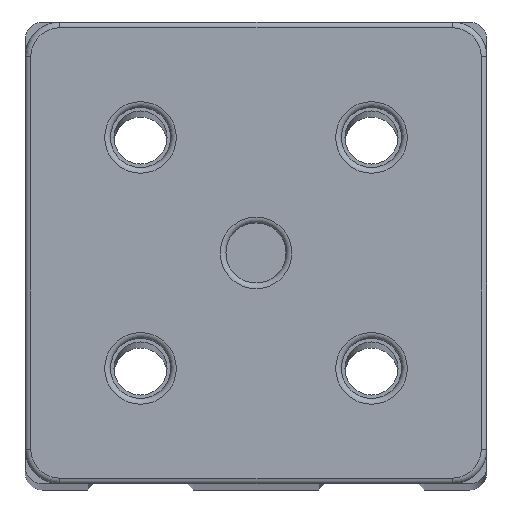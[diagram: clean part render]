
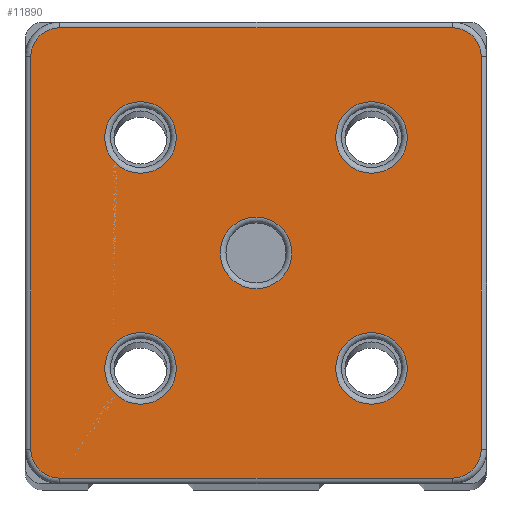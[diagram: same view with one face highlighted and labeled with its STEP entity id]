
A CAD part, top view. The second image highlights one B-rep face of the part: STEP entity #11890.
In plain terms, the highlighted planar face has unit normal (0, 0, 1).
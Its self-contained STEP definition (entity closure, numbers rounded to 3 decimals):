
#579=FACE_BOUND('',#1603,.T.);
#580=FACE_BOUND('',#1604,.T.);
#581=FACE_BOUND('',#1605,.T.);
#582=FACE_BOUND('',#1606,.T.);
#583=FACE_BOUND('',#1607,.T.);
#902=FACE_OUTER_BOUND('',#1602,.T.);
#1602=EDGE_LOOP('',(#9323,#9324,#9325,#9326,#9327,#9328,#9329,#9330));
#1603=EDGE_LOOP('',(#9331));
#1604=EDGE_LOOP('',(#9332));
#1605=EDGE_LOOP('',(#9333));
#1606=EDGE_LOOP('',(#9334));
#1607=EDGE_LOOP('',(#9335));
#2036=CIRCLE('',#12673,2.5);
#2040=CIRCLE('',#12679,2.5);
#2044=CIRCLE('',#12685,2.5);
#2047=CIRCLE('',#12690,2.5);
#2051=CIRCLE('',#12699,3.1);
#2052=CIRCLE('',#12700,3.1);
#2053=CIRCLE('',#12701,3.1);
#2054=CIRCLE('',#12702,3.1);
#2055=CIRCLE('',#12703,3.1);
#2883=LINE('',#18490,#4248);
#2884=LINE('',#18501,#4249);
#2886=LINE('',#18513,#4251);
#2888=LINE('',#18525,#4253);
#4248=VECTOR('',#14834,10.);
#4249=VECTOR('',#14847,10.);
#4251=VECTOR('',#14861,10.);
#4253=VECTOR('',#14875,10.);
#5414=VERTEX_POINT('',#18483);
#5417=VERTEX_POINT('',#18488);
#5419=VERTEX_POINT('',#18493);
#5421=VERTEX_POINT('',#18499);
#5423=VERTEX_POINT('',#18505);
#5425=VERTEX_POINT('',#18511);
#5427=VERTEX_POINT('',#18517);
#5429=VERTEX_POINT('',#18523);
#5435=VERTEX_POINT('',#18549);
#5436=VERTEX_POINT('',#18551);
#5437=VERTEX_POINT('',#18553);
#5438=VERTEX_POINT('',#18555);
#5439=VERTEX_POINT('',#18557);
#6773=EDGE_CURVE('',#5417,#5414,#2883,.T.);
#6775=EDGE_CURVE('',#5419,#5417,#2036,.T.);
#6778=EDGE_CURVE('',#5421,#5419,#2884,.T.);
#6781=EDGE_CURVE('',#5423,#5421,#2040,.T.);
#6784=EDGE_CURVE('',#5425,#5423,#2886,.T.);
#6787=EDGE_CURVE('',#5427,#5425,#2044,.T.);
#6790=EDGE_CURVE('',#5429,#5427,#2888,.T.);
#6792=EDGE_CURVE('',#5414,#5429,#2047,.T.);
#6803=EDGE_CURVE('',#5435,#5435,#2051,.T.);
#6804=EDGE_CURVE('',#5436,#5436,#2052,.T.);
#6805=EDGE_CURVE('',#5437,#5437,#2053,.T.);
#6806=EDGE_CURVE('',#5438,#5438,#2054,.T.);
#6807=EDGE_CURVE('',#5439,#5439,#2055,.T.);
#9323=ORIENTED_EDGE('',*,*,#6773,.F.);
#9324=ORIENTED_EDGE('',*,*,#6775,.F.);
#9325=ORIENTED_EDGE('',*,*,#6778,.F.);
#9326=ORIENTED_EDGE('',*,*,#6781,.F.);
#9327=ORIENTED_EDGE('',*,*,#6784,.F.);
#9328=ORIENTED_EDGE('',*,*,#6787,.F.);
#9329=ORIENTED_EDGE('',*,*,#6790,.F.);
#9330=ORIENTED_EDGE('',*,*,#6792,.F.);
#9331=ORIENTED_EDGE('',*,*,#6803,.F.);
#9332=ORIENTED_EDGE('',*,*,#6804,.F.);
#9333=ORIENTED_EDGE('',*,*,#6805,.F.);
#9334=ORIENTED_EDGE('',*,*,#6806,.F.);
#9335=ORIENTED_EDGE('',*,*,#6807,.F.);
#11425=PLANE('',#12698);
#11890=ADVANCED_FACE('',(#902,#579,#580,#581,#582,#583),#11425,.T.);
#12673=AXIS2_PLACEMENT_3D('',#18495,#14839,#14840);
#12679=AXIS2_PLACEMENT_3D('',#18507,#14853,#14854);
#12685=AXIS2_PLACEMENT_3D('',#18519,#14867,#14868);
#12690=AXIS2_PLACEMENT_3D('',#18528,#14879,#14880);
#12698=AXIS2_PLACEMENT_3D('',#18548,#14902,#14903);
#12699=AXIS2_PLACEMENT_3D('',#18550,#14904,#14905);
#12700=AXIS2_PLACEMENT_3D('',#18552,#14906,#14907);
#12701=AXIS2_PLACEMENT_3D('',#18554,#14908,#14909);
#12702=AXIS2_PLACEMENT_3D('',#18556,#14910,#14911);
#12703=AXIS2_PLACEMENT_3D('',#18558,#14912,#14913);
#14834=DIRECTION('',(0.,1.,0.));
#14839=DIRECTION('center_axis',(0.,0.,-1.));
#14840=DIRECTION('ref_axis',(-0.707,-0.707,0.));
#14847=DIRECTION('',(-1.,0.,0.));
#14853=DIRECTION('center_axis',(0.,0.,-1.));
#14854=DIRECTION('ref_axis',(0.707,-0.707,0.));
#14861=DIRECTION('',(0.,-1.,0.));
#14867=DIRECTION('center_axis',(0.,0.,-1.));
#14868=DIRECTION('ref_axis',(0.707,0.707,0.));
#14875=DIRECTION('',(1.,0.,0.));
#14879=DIRECTION('center_axis',(0.,0.,-1.));
#14880=DIRECTION('ref_axis',(-0.707,0.707,0.));
#14902=DIRECTION('center_axis',(0.,0.,1.));
#14903=DIRECTION('ref_axis',(1.,0.,0.));
#14904=DIRECTION('center_axis',(0.,0.,1.));
#14905=DIRECTION('ref_axis',(1.,0.,0.));
#14906=DIRECTION('center_axis',(0.,0.,1.));
#14907=DIRECTION('ref_axis',(1.,0.,0.));
#14908=DIRECTION('center_axis',(0.,0.,1.));
#14909=DIRECTION('ref_axis',(1.,0.,0.));
#14910=DIRECTION('center_axis',(0.,0.,1.));
#14911=DIRECTION('ref_axis',(-1.,0.,0.));
#14912=DIRECTION('center_axis',(0.,0.,1.));
#14913=DIRECTION('ref_axis',(1.,0.,0.));
#18483=CARTESIAN_POINT('',(-19.5,17.,503.));
#18488=CARTESIAN_POINT('',(-19.5,-17.,503.));
#18490=CARTESIAN_POINT('',(-19.5,8.5,503.));
#18493=CARTESIAN_POINT('',(-17.,-19.5,503.));
#18495=CARTESIAN_POINT('Origin',(-17.,-17.,503.));
#18499=CARTESIAN_POINT('',(17.,-19.5,503.));
#18501=CARTESIAN_POINT('',(-8.5,-19.5,503.));
#18505=CARTESIAN_POINT('',(19.5,-17.,503.));
#18507=CARTESIAN_POINT('Origin',(17.,-17.,503.));
#18511=CARTESIAN_POINT('',(19.5,17.,503.));
#18513=CARTESIAN_POINT('',(19.5,-8.5,503.));
#18517=CARTESIAN_POINT('',(17.,19.5,503.));
#18519=CARTESIAN_POINT('Origin',(17.,17.,503.));
#18523=CARTESIAN_POINT('',(-17.,19.5,503.));
#18525=CARTESIAN_POINT('',(8.5,19.5,503.));
#18528=CARTESIAN_POINT('Origin',(-17.,17.,503.));
#18548=CARTESIAN_POINT('Origin',(0.,0.,
503.));
#18549=CARTESIAN_POINT('',(13.1,-10.,503.));
#18550=CARTESIAN_POINT('Origin',(10.,-10.,503.));
#18551=CARTESIAN_POINT('',(-6.9,10.,503.));
#18552=CARTESIAN_POINT('Origin',(-10.,10.,503.));
#18553=CARTESIAN_POINT('',(13.1,10.,503.));
#18554=CARTESIAN_POINT('Origin',(10.,10.,503.));
#18555=CARTESIAN_POINT('',(3.1,0.,503.));
#18556=CARTESIAN_POINT('Origin',(0.,0.,
503.));
#18557=CARTESIAN_POINT('',(-6.9,-10.,503.));
#18558=CARTESIAN_POINT('Origin',(-10.,-10.,503.));
